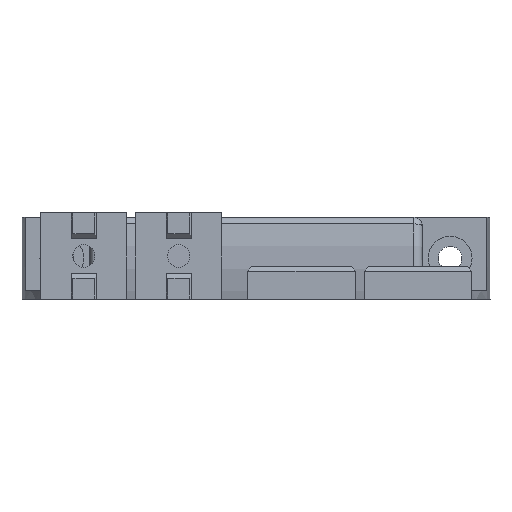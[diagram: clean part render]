
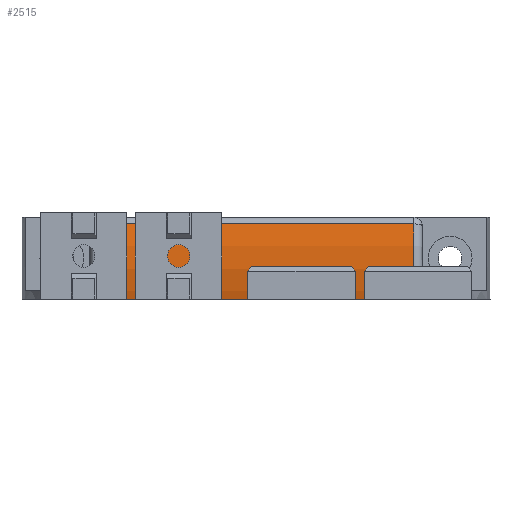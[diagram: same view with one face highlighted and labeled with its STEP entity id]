
A CAD part, left-side view. The second image highlights one B-rep face of the part: STEP entity #2515.
In plain terms, the highlighted cylindrical face has radius 36 mm (diameter 72 mm), a partial arc.
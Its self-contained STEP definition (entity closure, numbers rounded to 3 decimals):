
#106=B_SPLINE_CURVE_WITH_KNOTS('',3,(#3875,#3876,#3877,#3878,#3879,#3880),
 .UNSPECIFIED.,.F.,.F.,(4,2,4),(-0.936,-0.775,-0.743),
 .UNSPECIFIED.);
#107=B_SPLINE_CURVE_WITH_KNOTS('',3,(#3882,#3883,#3884,#3885),
 .UNSPECIFIED.,.F.,.F.,(4,4),(-3.585,-3.399),
 .UNSPECIFIED.);
#124=LINE('',#3767,#384);
#142=LINE('',#3840,#402);
#146=LINE('',#3874,#406);
#147=LINE('',#3886,#407);
#384=VECTOR('',#2999,1000.);
#402=VECTOR('',#3073,10.);
#406=VECTOR('',#3103,1000.);
#407=VECTOR('',#3104,1000.);
#646=CYLINDRICAL_SURFACE('',#2748,36.);
#721=FACE_OUTER_BOUND('',#865,.T.);
#865=EDGE_LOOP('',(#1786,#1787,#1788,#1789,#1790,#1791,#1792,#1793));
#1048=CIRCLE('',#2747,36.);
#1049=CIRCLE('',#2749,36.);
#1115=VERTEX_POINT('',#3764);
#1116=VERTEX_POINT('',#3766);
#1142=VERTEX_POINT('',#3836);
#1143=VERTEX_POINT('',#3838);
#1148=VERTEX_POINT('',#3858);
#1149=VERTEX_POINT('',#3871);
#1150=VERTEX_POINT('',#3873);
#1151=VERTEX_POINT('',#3881);
#1349=EDGE_CURVE('',#1115,#1116,#124,.T.);
#1386=EDGE_CURVE('',#1143,#1142,#142,.T.);
#1395=EDGE_CURVE('',#1142,#1148,#1048,.T.);
#1397=EDGE_CURVE('',#1149,#1143,#1049,.T.);
#1398=EDGE_CURVE('',#1150,#1149,#146,.T.);
#1399=EDGE_CURVE('',#1116,#1150,#106,.T.);
#1400=EDGE_CURVE('',#1151,#1115,#107,.T.);
#1401=EDGE_CURVE('',#1148,#1151,#147,.T.);
#1786=ORIENTED_EDGE('',*,*,#1386,.F.);
#1787=ORIENTED_EDGE('',*,*,#1397,.F.);
#1788=ORIENTED_EDGE('',*,*,#1398,.F.);
#1789=ORIENTED_EDGE('',*,*,#1399,.F.);
#1790=ORIENTED_EDGE('',*,*,#1349,.F.);
#1791=ORIENTED_EDGE('',*,*,#1400,.F.);
#1792=ORIENTED_EDGE('',*,*,#1401,.F.);
#1793=ORIENTED_EDGE('',*,*,#1395,.F.);
#2515=ADVANCED_FACE('',(#721),#646,.T.);
#2747=AXIS2_PLACEMENT_3D('',#3859,#3097,#3098);
#2748=AXIS2_PLACEMENT_3D('',#3870,#3099,#3100);
#2749=AXIS2_PLACEMENT_3D('',#3872,#3101,#3102);
#2999=DIRECTION('',(1.,0.,0.));
#3073=DIRECTION('',(-1.,0.,0.));
#3097=DIRECTION('center_axis',(-1.,0.,0.));
#3098=DIRECTION('ref_axis',(0.,1.,0.027));
#3099=DIRECTION('center_axis',(-1.,0.,0.));
#3100=DIRECTION('ref_axis',(0.,0.,
-1.));
#3101=DIRECTION('center_axis',(1.,0.,0.));
#3102=DIRECTION('ref_axis',(0.,1.,0.027));
#3103=DIRECTION('',(-1.,0.,0.));
#3104=DIRECTION('',(-1.,0.,0.));
#3764=CARTESIAN_POINT('',(7.41,34.724,0.));
#3766=CARTESIAN_POINT('',(101.09,34.724,0.));
#3767=CARTESIAN_POINT('',(0.,34.724,0.));
#3836=CARTESIAN_POINT('',(17.725,35.113,17.441));
#3838=CARTESIAN_POINT('',(90.775,35.113,17.441));
#3840=CARTESIAN_POINT('',(0.,35.113,17.441));
#3858=CARTESIAN_POINT('',(17.725,35.189,1.9));
#3859=CARTESIAN_POINT('Origin',(17.725,0.,
9.5));
#3870=CARTESIAN_POINT('Origin',(0.,0.,
9.5));
#3871=CARTESIAN_POINT('',(90.775,35.189,1.9));
#3872=CARTESIAN_POINT('Origin',(90.775,0.,
9.5));
#3873=CARTESIAN_POINT('',(100.687,35.189,1.9));
#3874=CARTESIAN_POINT('',(0.,35.189,1.9));
#3875=CARTESIAN_POINT('Ctrl Pts',(101.09,34.724,0.));
#3876=CARTESIAN_POINT('Ctrl Pts',(100.985,34.873,0.546));
#3877=CARTESIAN_POINT('Ctrl Pts',(100.872,35.006,1.083));
#3878=CARTESIAN_POINT('Ctrl Pts',(100.734,35.144,1.696));
#3879=CARTESIAN_POINT('Ctrl Pts',(100.711,35.166,1.797));
#3880=CARTESIAN_POINT('Ctrl Pts',(100.687,35.189,1.9));
#3881=CARTESIAN_POINT('',(7.813,35.189,1.9));
#3882=CARTESIAN_POINT('Ctrl Pts',(7.813,35.189,1.9));
#3883=CARTESIAN_POINT('Ctrl Pts',(7.666,35.051,1.262));
#3884=CARTESIAN_POINT('Ctrl Pts',(7.53,34.896,0.628));
#3885=CARTESIAN_POINT('Ctrl Pts',(7.41,34.724,0.));
#3886=CARTESIAN_POINT('',(0.,35.189,1.9));
